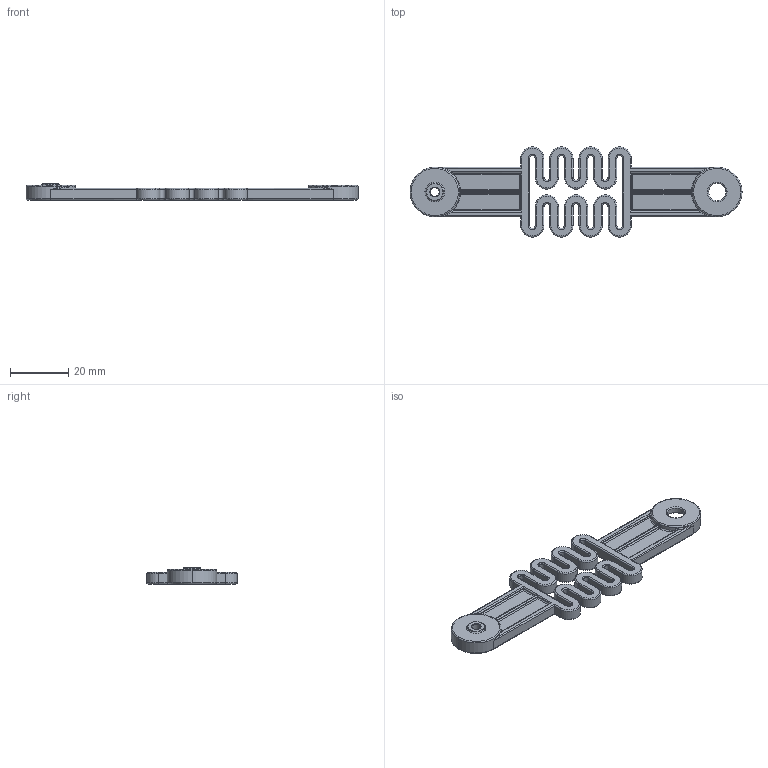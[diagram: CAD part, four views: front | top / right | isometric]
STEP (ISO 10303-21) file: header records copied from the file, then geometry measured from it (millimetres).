
FILE_DESCRIPTION (( 'STEP AP203' ), '1' );
FILE_NAME ('Moby-Bielle-H_Défaut_sldprt.STEP', '2019-11-01T12:17:13', ( '' ), ( '' ), 'SwSTEP 2.0', 'SolidWorks 2017', '' );
FILE_SCHEMA (( 'CONFIG_CONTROL_DESIGN' ));
Length unit declared in the file: millimetre
Products named in the file (1): Moby-Bielle-H_Défaut_sldprt
Bounding box: 114 x 31 x 5.5 mm (x, y, z)
Volume: 6491.7 mm3; surface area: 6744.1 mm2
Topology: 1 solids, 1 shells, 366 faces, 838 edges, 470 vertices
Faces by surface type: cylinder 172, torus 98, plane 74, bspline 12, sphere 10
Entity records: 10661 total; most frequent: CARTESIAN_POINT 2415, DIRECTION 1850, ORIENTED_EDGE 1652, EDGE_CURVE 826, AXIS2_PLACEMENT_3D 749, VERTEX_POINT 470, CIRCLE 394, EDGE_LOOP 380
